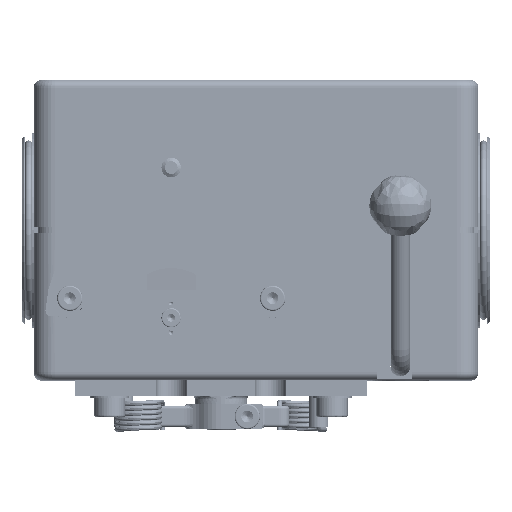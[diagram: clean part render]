
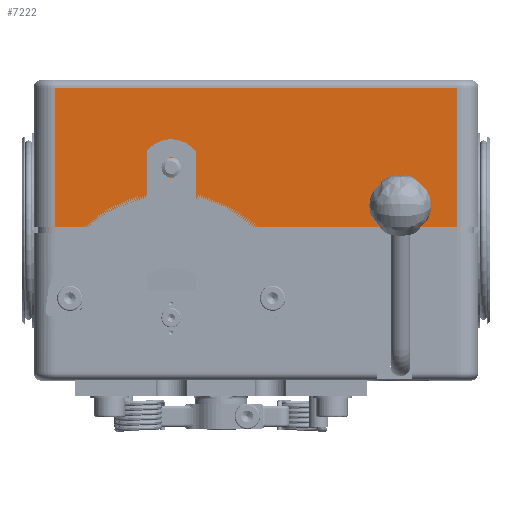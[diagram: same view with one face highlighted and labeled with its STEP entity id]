
A CAD part, top view. The second image highlights one B-rep face of the part: STEP entity #7222.
In plain terms, the highlighted planar face has unit normal (0, 0, 1).
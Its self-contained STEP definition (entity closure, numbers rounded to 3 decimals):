
#1693 = CARTESIAN_POINT ( 'NONE',  ( 103., 77., 66. ) ) ;
#6435 = DIRECTION ( 'NONE',  ( 0., 1., 0. ) ) ;
#7222 = ADVANCED_FACE ( 'NONE', ( #44909 ), #191264, .F. ) ;
#19558 = DIRECTION ( 'NONE',  ( 1., 0., 0. ) ) ;
#34541 = DIRECTION ( 'NONE',  ( 0., 1., 0. ) ) ;
#36307 = LINE ( 'NONE', #133285, #157689 ) ;
#36709 = EDGE_CURVE ( 'NONE', #92840, #142962, #98837, .T. ) ;
#42347 = LINE ( 'NONE', #85582, #85313 ) ;
#44909 = FACE_OUTER_BOUND ( 'NONE', #119726, .T. ) ;
#53232 = VECTOR ( 'NONE', #34541, 1000. ) ;
#53592 = EDGE_CURVE ( 'NONE', #142962, #169016, #42347, .T. ) ;
#54429 = ORIENTED_EDGE ( 'NONE', *, *, #125927, .F. ) ;
#54916 = CARTESIAN_POINT ( 'NONE',  ( -103., 77., 66. ) ) ;
#55085 = DIRECTION ( 'NONE',  ( -1., 0., 0. ) ) ;
#58546 = CARTESIAN_POINT ( 'NONE',  ( -103., 78.5, 66. ) ) ;
#81718 = DIRECTION ( 'NONE',  ( 0., 0., -1. ) ) ;
#84089 = CARTESIAN_POINT ( 'NONE',  ( 103., 77., 66. ) ) ;
#85313 = VECTOR ( 'NONE', #55085, 1000. ) ;
#85582 = CARTESIAN_POINT ( 'NONE',  ( 103., 150., 66. ) ) ;
#92840 = VERTEX_POINT ( 'NONE', #132473 ) ;
#98837 = LINE ( 'NONE', #84089, #53232 ) ;
#103700 = DIRECTION ( 'NONE',  ( -1., 0., 0. ) ) ;
#104326 = VECTOR ( 'NONE', #6435, 1000. ) ;
#104848 = ORIENTED_EDGE ( 'NONE', *, *, #36709, .T. ) ;
#105743 = CARTESIAN_POINT ( 'NONE',  ( 103., 150., 66. ) ) ;
#107445 = EDGE_CURVE ( 'NONE', #92840, #170860, #36307, .T. ) ;
#119726 = EDGE_LOOP ( 'NONE', ( #54429, #156960, #104848, #134458 ) ) ;
#125927 = EDGE_CURVE ( 'NONE', #170860, #169016, #150773, .T. ) ;
#128918 = CARTESIAN_POINT ( 'NONE',  ( -103., 150., 66. ) ) ;
#132473 = CARTESIAN_POINT ( 'NONE',  ( 103., 78.5, 66. ) ) ;
#133285 = CARTESIAN_POINT ( 'NONE',  ( -103., 78.5, 66. ) ) ;
#134458 = ORIENTED_EDGE ( 'NONE', *, *, #53592, .T. ) ;
#142962 = VERTEX_POINT ( 'NONE', #105743 ) ;
#144989 = AXIS2_PLACEMENT_3D ( 'NONE', #1693, #81718, #19558 ) ;
#150773 = LINE ( 'NONE', #54916, #104326 ) ;
#156960 = ORIENTED_EDGE ( 'NONE', *, *, #107445, .F. ) ;
#157689 = VECTOR ( 'NONE', #103700, 1000. ) ;
#169016 = VERTEX_POINT ( 'NONE', #128918 ) ;
#170860 = VERTEX_POINT ( 'NONE', #58546 ) ;
#191264 = PLANE ( 'NONE',  #144989 ) ;
